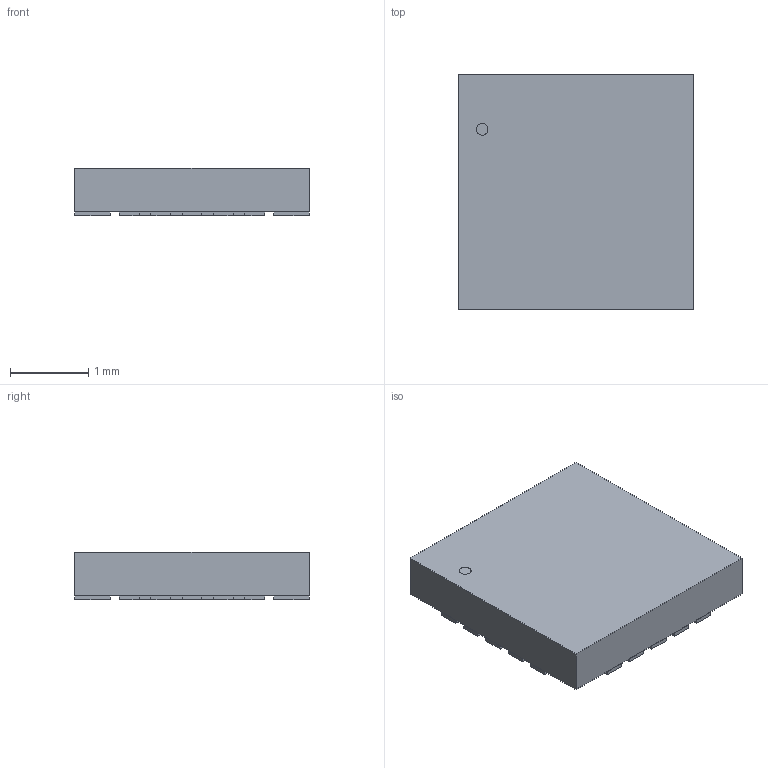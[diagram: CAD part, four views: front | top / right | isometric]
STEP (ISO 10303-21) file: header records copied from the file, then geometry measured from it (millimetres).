
FILE_DESCRIPTION(('STEP AP214'),'1');
FILE_NAME('UQFN20_NC_MCH','2024-03-13T10:05:28',(''),(''),'','','');
FILE_SCHEMA(('AUTOMOTIVE_DESIGN'));
Length unit declared in the file: millimetre
Products named in the file (1): product
Bounding box: 3 x 3 x 0.61 mm (x, y, z)
Volume: 5.3 mm3; surface area: 37.7 mm2
Topology: 23 solids, 23 shells, 135 faces, 267 edges, 178 vertices
Faces by surface type: plane 134, cylinder 1
Full cylindrical faces by diameter (mm): 0.15 x1
Entity records: 3397 total; most frequent: DIRECTION 542, ORIENTED_EDGE 532, CARTESIAN_POINT 317, EDGE_CURVE 266, LINE 264, VECTOR 264, VERTEX_POINT 178, AXIS2_PLACEMENT_3D 139
